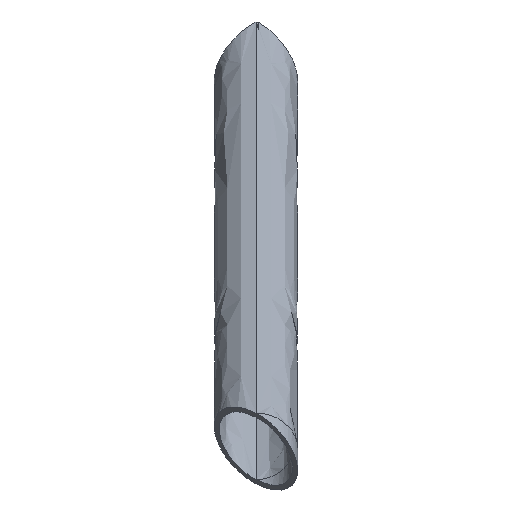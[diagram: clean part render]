
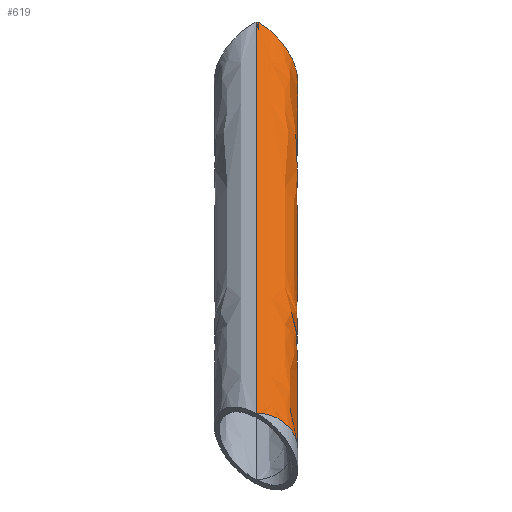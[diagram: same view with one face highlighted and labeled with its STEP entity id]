
A CAD part, top view. The second image highlights one B-rep face of the part: STEP entity #619.
In plain terms, the highlighted free-form (B-spline) face has degree [5, 4] with [6, 5] control points.
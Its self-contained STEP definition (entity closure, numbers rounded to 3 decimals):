
#84=CARTESIAN_POINT('Vertex',(-340.957,-259.796,190.041)) ;
#91=CARTESIAN_POINT('Vertex',(-341.,-280.955,176.727)) ;
#94=CARTESIAN_POINT('Axis2P3D Location',(-341.,-270.375,183.384)) ;
#209=CARTESIAN_POINT('Control Point',(-341.,-259.773,190.005)) ;
#210=CARTESIAN_POINT('Control Point',(-340.991,-259.777,190.012)) ;
#211=CARTESIAN_POINT('Control Point',(-340.983,-259.782,190.02)) ;
#212=CARTESIAN_POINT('Control Point',(-340.974,-259.786,190.027)) ;
#213=CARTESIAN_POINT('Control Point',(-340.966,-259.791,190.034)) ;
#214=CARTESIAN_POINT('Control Point',(-340.957,-259.796,190.041)) ;
#215=CARTESIAN_POINT('Vertex',(-341.,-259.773,190.005)) ;
#355=CARTESIAN_POINT('Vertex',(-335.088,-165.729,-3.597)) ;
#361=CARTESIAN_POINT('Control Point',(-341.,-163.765,-9.509)) ;
#362=CARTESIAN_POINT('Control Point',(-339.505,-164.594,-8.192)) ;
#363=CARTESIAN_POINT('Control Point',(-337.997,-165.22,-6.75)) ;
#364=CARTESIAN_POINT('Control Point',(-336.505,-165.616,-5.205)) ;
#365=CARTESIAN_POINT('Control Point',(-335.088,-165.729,-3.597)) ;
#366=CARTESIAN_POINT('Vertex',(-341.,-163.765,-9.509)) ;
#448=CARTESIAN_POINT('Vertex',(-340.155,-142.161,3.045)) ;
#454=CARTESIAN_POINT('Control Point',(-340.155,-142.161,3.045)) ;
#455=CARTESIAN_POINT('Control Point',(-340.024,-142.241,3.156)) ;
#456=CARTESIAN_POINT('Control Point',(-339.893,-142.324,3.267)) ;
#457=CARTESIAN_POINT('Control Point',(-339.729,-142.428,3.404)) ;
#458=CARTESIAN_POINT('Control Point',(-339.368,-142.664,3.703)) ;
#459=CARTESIAN_POINT('Control Point',(-339.007,-142.912,3.996)) ;
#460=CARTESIAN_POINT('Control Point',(-338.843,-143.028,4.127)) ;
#461=CARTESIAN_POINT('Control Point',(-338.398,-143.347,4.48)) ;
#462=CARTESIAN_POINT('Control Point',(-337.954,-143.684,4.823)) ;
#463=CARTESIAN_POINT('Control Point',(-337.641,-143.93,5.06)) ;
#464=CARTESIAN_POINT('Control Point',(-336.269,-145.055,6.074)) ;
#465=CARTESIAN_POINT('Control Point',(-334.924,-146.349,6.965)) ;
#466=CARTESIAN_POINT('Control Point',(-333.915,-147.449,7.565)) ;
#467=CARTESIAN_POINT('Control Point',(-332.21,-149.574,8.437)) ;
#468=CARTESIAN_POINT('Control Point',(-330.73,-152.015,8.874)) ;
#469=CARTESIAN_POINT('Control Point',(-330.144,-153.13,8.967)) ;
#470=CARTESIAN_POINT('Control Point',(-329.295,-155.087,8.92)) ;
#471=CARTESIAN_POINT('Control Point',(-328.756,-157.107,8.474)) ;
#472=CARTESIAN_POINT('Control Point',(-328.599,-157.926,8.221)) ;
#473=CARTESIAN_POINT('Control Point',(-328.436,-159.445,7.599)) ;
#474=CARTESIAN_POINT('Control Point',(-328.539,-160.836,6.734)) ;
#475=CARTESIAN_POINT('Control Point',(-328.648,-161.45,6.278)) ;
#476=CARTESIAN_POINT('Control Point',(-329.019,-162.722,5.16)) ;
#477=CARTESIAN_POINT('Control Point',(-329.633,-163.718,3.904)) ;
#478=CARTESIAN_POINT('Control Point',(-330.038,-164.183,3.179)) ;
#479=CARTESIAN_POINT('Control Point',(-331.156,-165.135,1.352)) ;
#480=CARTESIAN_POINT('Control Point',(-332.49,-165.619,-0.477)) ;
#481=CARTESIAN_POINT('Control Point',(-333.333,-165.768,-1.551)) ;
#482=CARTESIAN_POINT('Control Point',(-334.203,-165.8,-2.592)) ;
#483=CARTESIAN_POINT('Control Point',(-335.088,-165.729,-3.597)) ;
#537=CARTESIAN_POINT('Vertex',(-340.586,-142.363,3.406)) ;
#541=CARTESIAN_POINT('Control Point',(-340.155,-142.161,3.045)) ;
#542=CARTESIAN_POINT('Control Point',(-340.299,-142.226,3.167)) ;
#543=CARTESIAN_POINT('Control Point',(-340.443,-142.293,3.287)) ;
#544=CARTESIAN_POINT('Control Point',(-340.586,-142.363,3.406)) ;
#554=CARTESIAN_POINT('Control Point',(-341.,-280.955,176.727)) ;
#555=CARTESIAN_POINT('Control Point',(-328.5,-280.955,176.727)) ;
#556=CARTESIAN_POINT('Control Point',(-322.25,-270.375,183.384)) ;
#557=CARTESIAN_POINT('Control Point',(-328.5,-259.796,190.041)) ;
#558=CARTESIAN_POINT('Control Point',(-341.,-259.796,190.041)) ;
#559=CARTESIAN_POINT('Control Point',(-341.,-257.423,139.33)) ;
#560=CARTESIAN_POINT('Control Point',(-328.5,-257.423,139.33)) ;
#561=CARTESIAN_POINT('Control Point',(-322.25,-246.844,145.988)) ;
#562=CARTESIAN_POINT('Control Point',(-328.5,-236.264,152.645)) ;
#563=CARTESIAN_POINT('Control Point',(-341.,-236.264,152.645)) ;
#564=CARTESIAN_POINT('Control Point',(-341.,-233.894,101.938)) ;
#565=CARTESIAN_POINT('Control Point',(-328.5,-233.894,101.938)) ;
#566=CARTESIAN_POINT('Control Point',(-322.25,-223.314,108.595)) ;
#567=CARTESIAN_POINT('Control Point',(-328.5,-212.734,115.253)) ;
#568=CARTESIAN_POINT('Control Point',(-341.,-212.734,115.253)) ;
#569=CARTESIAN_POINT('Control Point',(-341.,-210.359,64.536)) ;
#570=CARTESIAN_POINT('Control Point',(-328.5,-210.359,64.536)) ;
#571=CARTESIAN_POINT('Control Point',(-322.25,-199.779,71.193)) ;
#572=CARTESIAN_POINT('Control Point',(-328.5,-189.199,77.851)) ;
#573=CARTESIAN_POINT('Control Point',(-341.,-189.199,77.851)) ;
#574=CARTESIAN_POINT('Control Point',(-341.,-186.828,27.142)) ;
#575=CARTESIAN_POINT('Control Point',(-328.5,-186.828,27.142)) ;
#576=CARTESIAN_POINT('Control Point',(-322.25,-176.248,33.799)) ;
#577=CARTESIAN_POINT('Control Point',(-328.5,-165.669,40.456)) ;
#578=CARTESIAN_POINT('Control Point',(-341.,-165.669,40.456)) ;
#579=CARTESIAN_POINT('Control Point',(-341.,-163.296,-10.255)) ;
#580=CARTESIAN_POINT('Control Point',(-328.5,-163.296,-10.255)) ;
#581=CARTESIAN_POINT('Control Point',(-322.25,-152.716,-3.597)) ;
#582=CARTESIAN_POINT('Control Point',(-328.5,-142.137,3.06)) ;
#583=CARTESIAN_POINT('Control Point',(-341.,-142.137,3.06)) ;
#585=CARTESIAN_POINT('Control Point',(-341.,-259.773,190.005)) ;
#586=CARTESIAN_POINT('Control Point',(-341.,-236.246,152.616)) ;
#587=CARTESIAN_POINT('Control Point',(-341.,-212.721,115.231)) ;
#588=CARTESIAN_POINT('Control Point',(-341.,-189.19,77.836)) ;
#589=CARTESIAN_POINT('Control Point',(-341.,-165.664,40.449)) ;
#590=CARTESIAN_POINT('Control Point',(-341.,-142.137,3.06)) ;
#591=CARTESIAN_POINT('Vertex',(-341.,-142.137,3.06)) ;
#595=CARTESIAN_POINT('Control Point',(-341.,-280.955,176.727)) ;
#596=CARTESIAN_POINT('Control Point',(-341.,-257.517,139.48)) ;
#597=CARTESIAN_POINT('Control Point',(-341.,-234.082,102.236)) ;
#598=CARTESIAN_POINT('Control Point',(-341.,-210.64,64.984)) ;
#599=CARTESIAN_POINT('Control Point',(-341.,-187.203,27.738)) ;
#600=CARTESIAN_POINT('Control Point',(-341.,-163.765,-9.509)) ;
#603=CARTESIAN_POINT('Control Point',(-340.586,-142.363,3.406)) ;
#604=CARTESIAN_POINT('Control Point',(-340.689,-142.305,3.321)) ;
#605=CARTESIAN_POINT('Control Point',(-340.796,-142.246,3.232)) ;
#606=CARTESIAN_POINT('Control Point',(-340.899,-142.191,3.145)) ;
#607=CARTESIAN_POINT('Control Point',(-341.,-142.137,3.06)) ;
#95=DIRECTION('Axis2P3D Direction',(0.,-0.533,0.846)) ;
#96=AXIS2_PLACEMENT_3D('Circle Axis2P3D',#94,#95,$) ;
#610=ORIENTED_EDGE('',*,*,#593,.F.) ;
#611=ORIENTED_EDGE('',*,*,#217,.T.) ;
#612=ORIENTED_EDGE('',*,*,#98,.F.) ;
#613=ORIENTED_EDGE('',*,*,#601,.T.) ;
#614=ORIENTED_EDGE('',*,*,#368,.T.) ;
#615=ORIENTED_EDGE('',*,*,#484,.F.) ;
#616=ORIENTED_EDGE('',*,*,#545,.T.) ;
#617=ORIENTED_EDGE('',*,*,#608,.T.) ;
#619=ADVANCED_FACE('Corps principal',(#618),#553,.T.) ;
#208=B_SPLINE_CURVE_WITH_KNOTS('',5,(#209,#210,#211,#212,#213,#214),.UNSPECIFIED.,.F.,.U.,(6,6),(0.,0.088),.UNSPECIFIED.) ;
#360=B_SPLINE_CURVE_WITH_KNOTS('',4,(#361,#362,#363,#364,#365),.UNSPECIFIED.,.F.,.U.,(5,5),(0.,12.604),.UNSPECIFIED.) ;
#453=B_SPLINE_CURVE_WITH_KNOTS('',5,(#454,#455,#456,#457,#458,#459,#460,#461,#462,#463,#464,#465,#466,#467,#468,#469,#470,#471,#472,#473,#474,#475,#476,#477,#478,#479,#480,#481,#482,#483),.UNSPECIFIED.,.F.,.U.,(6,3,3,3,3,3,3,3,3,6),(0.,1.378,2.756,6.068,17.342,25.909,31.736,36.946,43.511,53.353),.UNSPECIFIED.) ;
#540=B_SPLINE_CURVE_WITH_KNOTS('',3,(#541,#542,#543,#544),.UNSPECIFIED.,.F.,.U.,(4,4),(0.,0.868),.UNSPECIFIED.) ;
#602=B_SPLINE_CURVE_WITH_KNOTS('',4,(#603,#604,#605,#606,#607),.UNSPECIFIED.,.F.,.U.,(5,5),(0.202,1.033),.UNSPECIFIED.) ;
#97=CIRCLE('generated circle',#96,12.5) ;
#98=EDGE_CURVE('',#92,#85,#97,.T.) ;
#217=EDGE_CURVE('',#216,#85,#208,.T.) ;
#368=EDGE_CURVE('',#367,#356,#360,.T.) ;
#484=EDGE_CURVE('',#449,#356,#453,.T.) ;
#545=EDGE_CURVE('',#449,#538,#540,.T.) ;
#593=EDGE_CURVE('',#216,#592,#584,.T.) ;
#601=EDGE_CURVE('',#92,#367,#594,.T.) ;
#608=EDGE_CURVE('',#538,#592,#602,.T.) ;
#609=EDGE_LOOP('',(#610,#611,#612,#613,#614,#615,#616,#617)) ;
#618=FACE_OUTER_BOUND('',#609,.T.) ;
#85=VERTEX_POINT('',#84) ;
#92=VERTEX_POINT('',#91) ;
#216=VERTEX_POINT('',#215) ;
#356=VERTEX_POINT('',#355) ;
#367=VERTEX_POINT('',#366) ;
#449=VERTEX_POINT('',#448) ;
#538=VERTEX_POINT('',#537) ;
#592=VERTEX_POINT('',#591) ;
#584=(BOUNDED_CURVE()B_SPLINE_CURVE(5,(#585,#586,#587,#588,#589,#590),.UNSPECIFIED.,.F.,.U.)B_SPLINE_CURVE_WITH_KNOTS((6,6),(0.043,220.92),.UNSPECIFIED.)CURVE()GEOMETRIC_REPRESENTATION_ITEM()RATIONAL_B_SPLINE_CURVE((1.,1.,1.,1.,1.,1.))REPRESENTATION_ITEM('')) ;
#594=(BOUNDED_CURVE()B_SPLINE_CURVE(5,(#595,#596,#597,#598,#599,#600),.UNSPECIFIED.,.F.,.U.)B_SPLINE_CURVE_WITH_KNOTS((6,6),(0.,220.039),.UNSPECIFIED.)CURVE()GEOMETRIC_REPRESENTATION_ITEM()RATIONAL_B_SPLINE_CURVE((1.,1.,1.,1.,1.,1.))REPRESENTATION_ITEM('')) ;
#553=(BOUNDED_SURFACE()B_SPLINE_SURFACE(5,4,((#554,#555,#556,#557,#558),(#559,#560,#561,#562,#563),(#564,#565,#566,#567,#568),(#569,#570,#571,#572,#573),(#574,#575,#576,#577,#578),(#579,#580,#581,#582,#583)),.UNSPECIFIED.,.F.,.F.,.U.)B_SPLINE_SURFACE_WITH_KNOTS((6,6),(5,5),(0.,220.92),(0.,39.27),.UNSPECIFIED.)GEOMETRIC_REPRESENTATION_ITEM()RATIONAL_B_SPLINE_SURFACE(((1.,0.707,0.667,0.707,1.),(1.,0.707,0.667,0.707,1.),(1.,0.707,0.667,0.707,1.),(1.,0.707,0.667,0.707,1.),(1.,0.707,0.667,0.707,1.),(1.,0.707,0.667,0.707,1.)))REPRESENTATION_ITEM('Rational BSpline Surface')SURFACE()) ;
